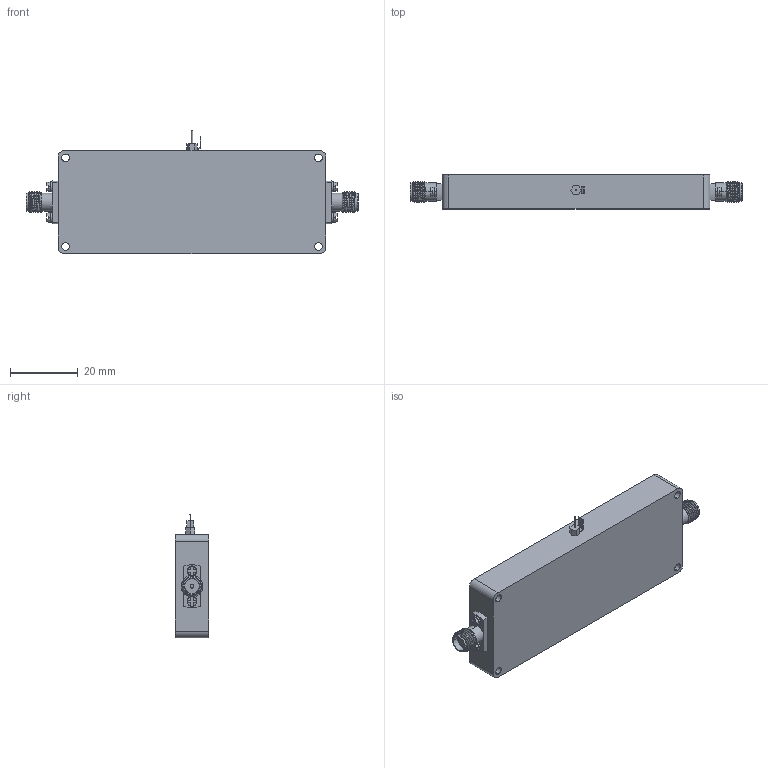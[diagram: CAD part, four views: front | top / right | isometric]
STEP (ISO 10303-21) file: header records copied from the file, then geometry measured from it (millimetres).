
FILE_DESCRIPTION (( 'STEP AP214' ), '1' );
FILE_NAME ('FM82P2007_3D.step', '2023-03-16T18:20:51', ( '' ), ( '' ), 'SwSTEP 2.0', 'SolidWorks 2022', '' );
FILE_SCHEMA (( 'AUTOMOTIVE_DESIGN' ));
Length unit declared in the file: millimetre
Products named in the file (5): FM82P5024_WASHER; PE45572 ¦ FMCN1622; FM82P2007_3D; FM82P2007_Base Model; FM82P5024_SCREW 4-40
Assembly tree (11 placements, depth 2):
  FM82P2007_3D
    FM82P2007_Base Model
    PE45572 ¦ FMCN1622  x2
    FM82P5024_SCREW 4-40  x4
    FM82P5024_WASHER  x4
Bounding box: 97.9 x 10 x 36.5 mm (x, y, z)
Volume: 24090.4 mm3; surface area: 8794.3 mm2
Topology: 23 solids, 23 shells, 909 faces, 2276 edges, 1470 vertices
Faces by surface type: plane 490, cylinder 182, bspline 119, cone 118
Entity records: 23436 total; most frequent: CARTESIAN_POINT 7926, ORIENTED_EDGE 3384, DIRECTION 2464, EDGE_CURVE 1692, VERTEX_POINT 1113, AXIS2_PLACEMENT_3D 824, VECTOR 816, LINE 816
